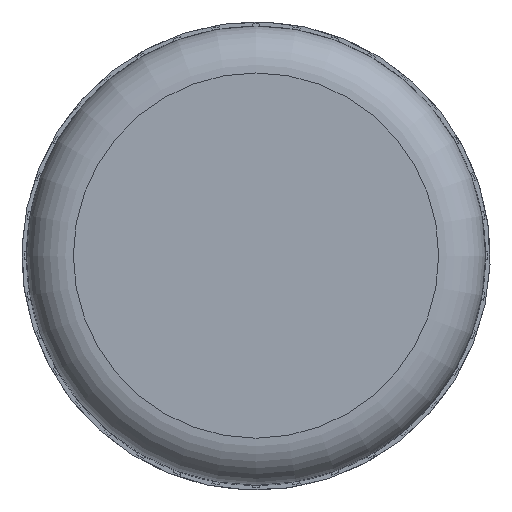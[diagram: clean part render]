
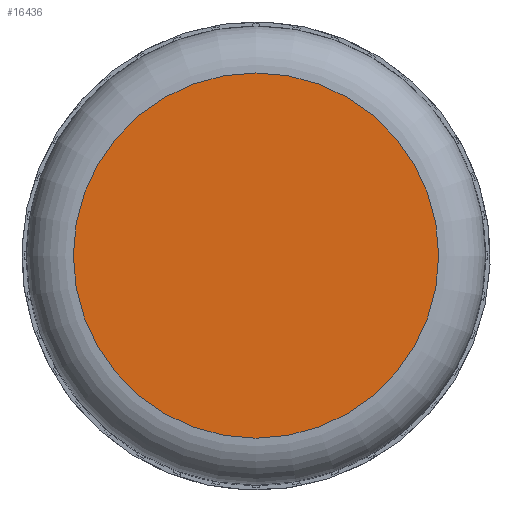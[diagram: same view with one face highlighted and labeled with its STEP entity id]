
A CAD part, top view. The second image highlights one B-rep face of the part: STEP entity #16436.
In plain terms, the highlighted planar face has unit normal (0, 0, 1).
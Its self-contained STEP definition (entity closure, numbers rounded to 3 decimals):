
#582=PLANE('',#18070);
#4370=FACE_OUTER_BOUND('',#5263,.T.);
#5263=EDGE_LOOP('',(#15118));
#5971=CIRCLE('',#17984,11.7);
#7939=VERTEX_POINT('',#32305);
#10279=EDGE_CURVE('',#7939,#7939,#5971,.T.);
#15118=ORIENTED_EDGE('',*,*,#10279,.F.);
#16436=ADVANCED_FACE('',(#4370),#582,.T.);
#17984=AXIS2_PLACEMENT_3D('',#32307,#22126,#22127);
#18070=AXIS2_PLACEMENT_3D('',#32401,#22301,#22302);
#22126=DIRECTION('center_axis',(0.,0.,-1.));
#22127=DIRECTION('ref_axis',(1.,0.,0.));
#22301=DIRECTION('center_axis',(0.,0.,1.));
#22302=DIRECTION('ref_axis',(1.,0.,0.));
#32305=CARTESIAN_POINT('',(11.7,0.,13.2));
#32307=CARTESIAN_POINT('Origin',(0.,0.,13.2));
#32401=CARTESIAN_POINT('Origin',(-11.7,0.,13.2));
